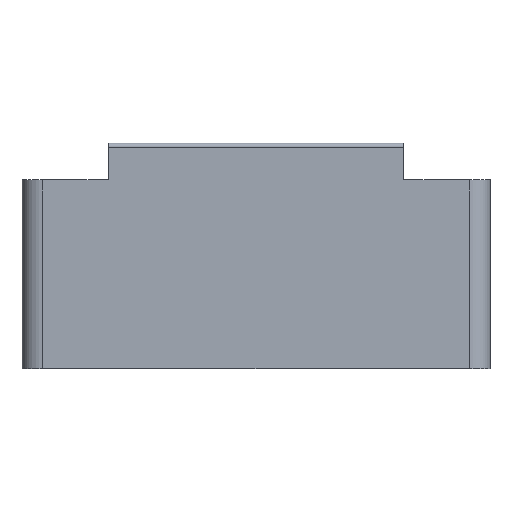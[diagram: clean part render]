
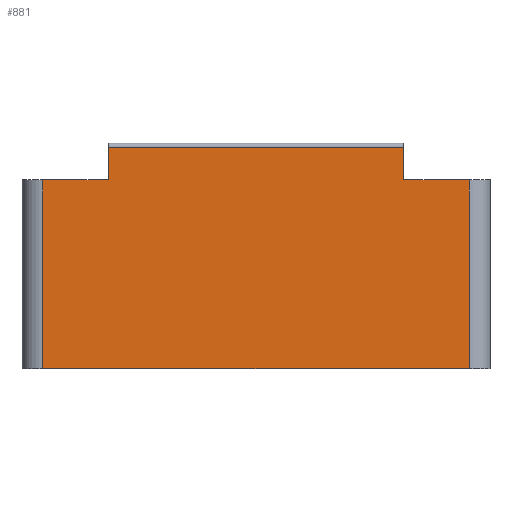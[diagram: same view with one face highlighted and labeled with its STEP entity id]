
A CAD part, top view. The second image highlights one B-rep face of the part: STEP entity #881.
In plain terms, the highlighted planar face has unit normal (0, 0, 1).
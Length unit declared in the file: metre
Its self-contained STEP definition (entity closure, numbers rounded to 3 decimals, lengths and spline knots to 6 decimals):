
#401 = EDGE_CURVE( '', #1170, #1171, #1172, .T. );
#419 = EDGE_CURVE( '', #1182, #1170, #1204, .T. );
#425 = EDGE_CURVE( '', #1212, #1213, #1214, .T. );
#603 = EDGE_CURVE( '', #1517, #1213, #1518, .T. );
#643 = EDGE_CURVE( '', #1577, #1182, #1578, .T. );
#695 = EDGE_CURVE( '', #1212, #1577, #1652, .T. );
#881 = ADVANCED_FACE( '', ( #1895 ), #1896, .F. );
#917 = EDGE_CURVE( '', #1857, #1517, #1938, .T. );
#1123 = EDGE_CURVE( '', #1857, #1171, #2179, .T. );
#1170 = VERTEX_POINT( '', #2223 );
#1171 = VERTEX_POINT( '', #2224 );
#1172 = LINE( '', #2225, #2226 );
#1182 = VERTEX_POINT( '', #2241 );
#1204 = LINE( '', #2269, #2270 );
#1212 = VERTEX_POINT( '', #2283 );
#1213 = VERTEX_POINT( '', #2284 );
#1214 = LINE( '', #2285, #2286 );
#1517 = VERTEX_POINT( '', #2712 );
#1518 = LINE( '', #2713, #2714 );
#1577 = VERTEX_POINT( '', #2798 );
#1578 = LINE( '', #2799, #2800 );
#1652 = LINE( '', #2905, #2906 );
#1857 = VERTEX_POINT( '', #3225 );
#1895 = FACE_OUTER_BOUND( '', #3287, .T. );
#1896 = PLANE( '', #3288 );
#1938 = LINE( '', #3353, #3354 );
#2179 = LINE( '', #3727, #3728 );
#2223 = CARTESIAN_POINT( '', ( -0.0036, 0.00183, 0.002668 ) );
#2224 = CARTESIAN_POINT( '', ( -0.0036, 0.00263, 0.002668 ) );
#2225 = CARTESIAN_POINT( '', ( -0.0036, 0.00183, 0.002668 ) );
#2226 = VECTOR( '', #3774, 1. );
#2241 = CARTESIAN_POINT( '', ( -0.0052, 0.00183, 0.002668 ) );
#2269 = CARTESIAN_POINT( '', ( -0.0057, 0.00183, 0.002668 ) );
#2270 = VECTOR( '', #3809, 1. );
#2283 = CARTESIAN_POINT( '', ( 0.0052, -0.00277, 0.002668 ) );
#2284 = CARTESIAN_POINT( '', ( 0.0052, 0.00183, 0.002668 ) );
#2285 = CARTESIAN_POINT( '', ( 0.0052, -0.00277, 0.002668 ) );
#2286 = VECTOR( '', #3812, 1. );
#2712 = CARTESIAN_POINT( '', ( 0.0036, 0.00183, 0.002668 ) );
#2713 = CARTESIAN_POINT( '', ( 0.0036, 0.00183, 0.002668 ) );
#2714 = VECTOR( '', #4113, 1. );
#2798 = CARTESIAN_POINT( '', ( -0.0052, -0.00277, 0.002668 ) );
#2799 = CARTESIAN_POINT( '', ( -0.0052, -0.00277, 0.002668 ) );
#2800 = VECTOR( '', #4179, 1. );
#2905 = CARTESIAN_POINT( '', ( -0.0052, -0.00277, 0.002668 ) );
#2906 = VECTOR( '', #4284, 1. );
#3225 = CARTESIAN_POINT( '', ( 0.0036, 0.00263, 0.002668 ) );
#3287 = EDGE_LOOP( '', ( #4594, #4595, #4596, #4597, #4598, #4599, #4600, #4601 ) );
#3288 = AXIS2_PLACEMENT_3D( '', #4602, #4603, #4604 );
#3353 = CARTESIAN_POINT( '', ( 0.0036, 0.00273, 0.002668 ) );
#3354 = VECTOR( '', #4668, 1. );
#3727 = CARTESIAN_POINT( '', ( -0.0036, 0.00263, 0.002668 ) );
#3728 = VECTOR( '', #5044, 1. );
#3774 = DIRECTION( '', ( 0., 1., 0. ) );
#3809 = DIRECTION( '', ( 1., 0., 0. ) );
#3812 = DIRECTION( '', ( 0., 1., 0. ) );
#4113 = DIRECTION( '', ( 1., 0., 0. ) );
#4179 = DIRECTION( '', ( 0., 1., 0. ) );
#4284 = DIRECTION( '', ( -1., 0., 0. ) );
#4594 = ORIENTED_EDGE( '', *, *, #917, .F. );
#4595 = ORIENTED_EDGE( '', *, *, #1123, .T. );
#4596 = ORIENTED_EDGE( '', *, *, #401, .F. );
#4597 = ORIENTED_EDGE( '', *, *, #419, .F. );
#4598 = ORIENTED_EDGE( '', *, *, #643, .F. );
#4599 = ORIENTED_EDGE( '', *, *, #695, .F. );
#4600 = ORIENTED_EDGE( '', *, *, #425, .T. );
#4601 = ORIENTED_EDGE( '', *, *, #603, .F. );
#4602 = CARTESIAN_POINT( '', ( -0.0052, -0.00277, 0.002668 ) );
#4603 = DIRECTION( '', ( 0., 0., -1. ) );
#4604 = DIRECTION( '', ( 0., -1., 0. ) );
#4668 = DIRECTION( '', ( 0., -1., 0. ) );
#5044 = DIRECTION( '', ( -1., 0., 0. ) );
